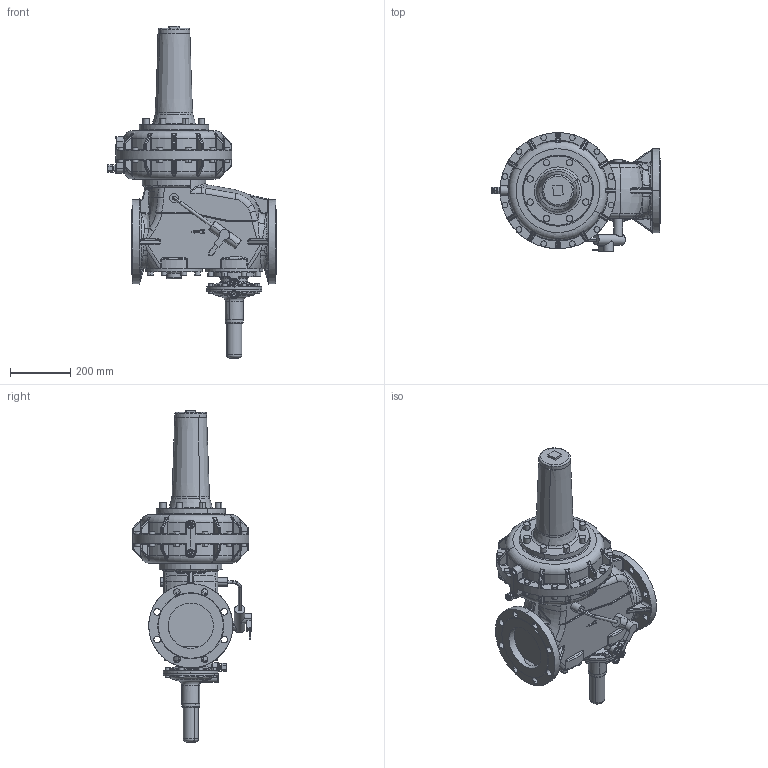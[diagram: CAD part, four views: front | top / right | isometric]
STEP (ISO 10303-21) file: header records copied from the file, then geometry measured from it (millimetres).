
FILE_DESCRIPTION(('CATIA V5 STEP Exchange'),'2;1');
FILE_NAME('RS250 DN150 385 links ANSI.stp','2023-04-28T08:19:29+00:00',('none'),('none'),'CATIA Version 5-6 Release 2018 SP2','CATIA V5 STEP AP203','none');
FILE_SCHEMA(('CONFIG_CONTROL_DESIGN'));
Products named in the file (1): Product3
Assembly tree (2 placements, depth 2):
  Product3
    #57
    #95703
Bounding box: 560.3 x 393.5 x 1102 mm (x, y, z)
Volume: 43864393.8 mm3; surface area: 1466390.5 mm2
Topology: 3 solids, 33 shells, 2165 faces, 5260 edges, 3145 vertices
Faces by surface type: cylinder 850, plane 366, torus 358, bspline 340, cone 137, sphere 58, revolution 52, extrusion 4
Entity records: 97820 total; most frequent: CARTESIAN_POINT 55112, ORIENTED_EDGE 10286, DIRECTION 5806, EDGE_CURVE 5143, AXIS2_PLACEMENT_3D 3253, VERTEX_POINT 3145, EDGE_LOOP 2312, ADVANCED_FACE 2165
